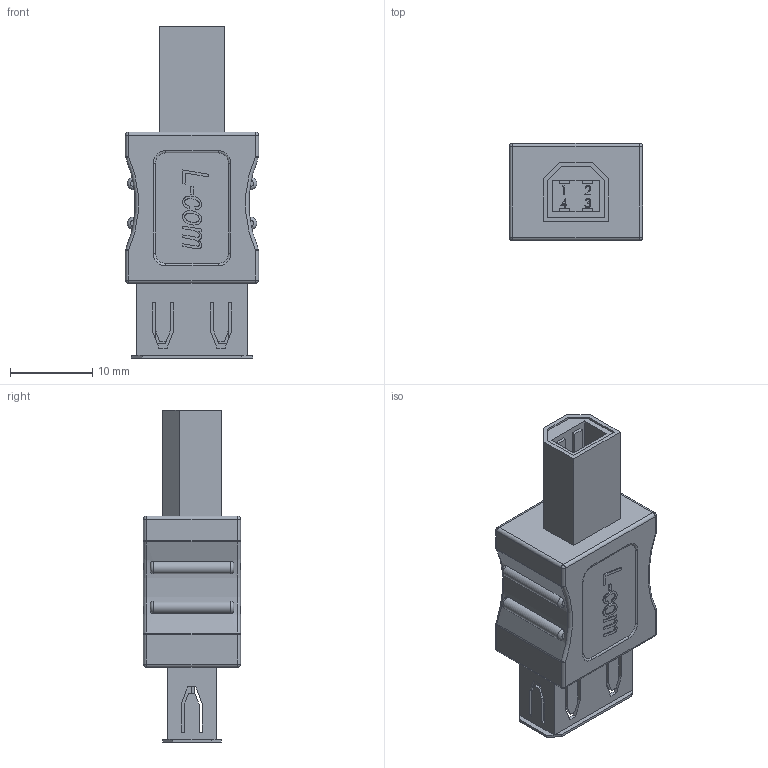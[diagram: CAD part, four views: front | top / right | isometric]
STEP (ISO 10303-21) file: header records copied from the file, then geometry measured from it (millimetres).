
FILE_DESCRIPTION (( 'STEP AP203' ), '1' );
FILE_NAME ('UAD011FM.STEP', '2006-06-30T18:57:28', ( ' ' ), ( ' ' ), 'SwSTEP 2.0', 'SolidWorks 2005354', '' );
FILE_SCHEMA (( 'CONFIG_CONTROL_DESIGN' ));
Length unit declared in the file: inch
Products named in the file (1): UAD011FM
Bounding box: 16.21 x 11.81 x 40.39 mm (x, y, z)
Volume: 4049.4 mm3; surface area: 3014.6 mm2
Topology: 1 solids, 1 shells, 409 faces, 1104 edges, 708 vertices
Faces by surface type: plane 274, bspline 49, cylinder 42, torus 28, sphere 16
Entity records: 16807 total; most frequent: CARTESIAN_POINT 6771, ORIENTED_EDGE 2176, DIRECTION 1844, EDGE_CURVE 1088, VECTOR 826, LINE 826, VERTEX_POINT 708, AXIS2_PLACEMENT_3D 509
